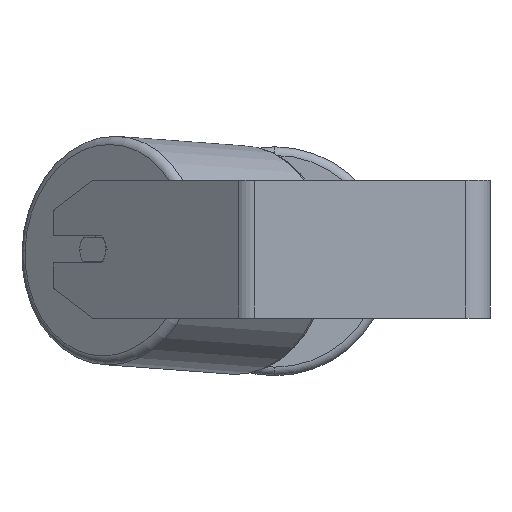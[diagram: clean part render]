
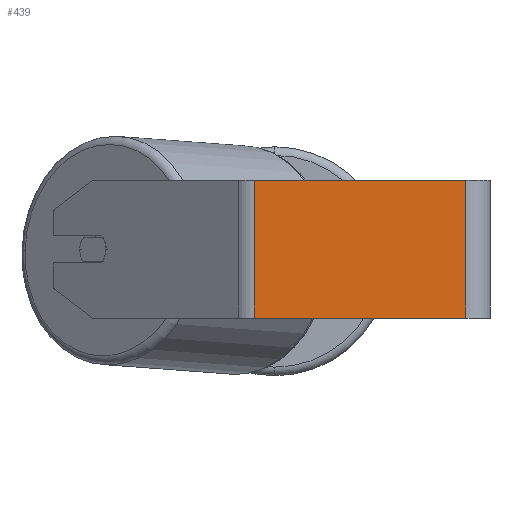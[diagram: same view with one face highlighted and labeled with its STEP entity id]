
A CAD part, left-side view. The second image highlights one B-rep face of the part: STEP entity #439.
In plain terms, the highlighted planar face has unit normal (-1, 0, 0).
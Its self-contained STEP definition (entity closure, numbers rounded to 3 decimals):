
#325 = VERTEX_POINT ( 'NONE', #4539 ) ;
#439 = ADVANCED_FACE ( 'NONE', ( #6723 ), #3442, .F. ) ;
#579 = DIRECTION ( 'NONE',  ( 0., -1., 0. ) ) ;
#935 = CARTESIAN_POINT ( 'NONE',  ( -290., 141.97, -40. ) ) ;
#1399 = CARTESIAN_POINT ( 'NONE',  ( -290., 136.874, 40. ) ) ;
#1681 = CARTESIAN_POINT ( 'NONE',  ( -290., 14., -40. ) ) ;
#1733 = EDGE_CURVE ( 'NONE', #5986, #8176, #2892, .T. ) ;
#1836 = ORIENTED_EDGE ( 'NONE', *, *, #1733, .T. ) ;
#1838 = CARTESIAN_POINT ( 'NONE',  ( -290., 136.874, 40. ) ) ;
#2349 = EDGE_CURVE ( 'NONE', #6115, #5986, #4427, .T. ) ;
#2454 = CARTESIAN_POINT ( 'NONE',  ( -290., 141.97, 40. ) ) ;
#2486 = ORIENTED_EDGE ( 'NONE', *, *, #5208, .F. ) ;
#2892 = LINE ( 'NONE', #935, #2936 ) ;
#2936 = VECTOR ( 'NONE', #6087, 1000. ) ;
#3117 = EDGE_CURVE ( 'NONE', #6115, #325, #5608, .T. ) ;
#3442 = PLANE ( 'NONE',  #6736 ) ;
#3677 = ORIENTED_EDGE ( 'NONE', *, *, #3117, .F. ) ;
#4005 = DIRECTION ( 'NONE',  ( 0., 0., -1. ) ) ;
#4427 = LINE ( 'NONE', #1838, #5512 ) ;
#4539 = CARTESIAN_POINT ( 'NONE',  ( -290., 14., 40. ) ) ;
#5208 = EDGE_CURVE ( 'NONE', #325, #8176, #7087, .T. ) ;
#5512 = VECTOR ( 'NONE', #6479, 1000. ) ;
#5608 = LINE ( 'NONE', #2454, #7294 ) ;
#5655 = ORIENTED_EDGE ( 'NONE', *, *, #2349, .T. ) ;
#5797 = CARTESIAN_POINT ( 'NONE',  ( -290., 14., 40. ) ) ;
#5986 = VERTEX_POINT ( 'NONE', #7070 ) ;
#6087 = DIRECTION ( 'NONE',  ( 0., -1., 0. ) ) ;
#6115 = VERTEX_POINT ( 'NONE', #1399 ) ;
#6169 = DIRECTION ( 'NONE',  ( 0., 0., -1. ) ) ;
#6479 = DIRECTION ( 'NONE',  ( 0., 0., -1. ) ) ;
#6723 = FACE_OUTER_BOUND ( 'NONE', #7905, .T. ) ;
#6736 = AXIS2_PLACEMENT_3D ( 'NONE', #8087, #6770, #6169 ) ;
#6770 = DIRECTION ( 'NONE',  ( 1., 0., 0. ) ) ;
#7070 = CARTESIAN_POINT ( 'NONE',  ( -290., 136.874, -40. ) ) ;
#7087 = LINE ( 'NONE', #5797, #7459 ) ;
#7294 = VECTOR ( 'NONE', #579, 1000. ) ;
#7459 = VECTOR ( 'NONE', #4005, 1000. ) ;
#7905 = EDGE_LOOP ( 'NONE', ( #1836, #2486, #3677, #5655 ) ) ;
#8087 = CARTESIAN_POINT ( 'NONE',  ( -290., 141.97, 40. ) ) ;
#8176 = VERTEX_POINT ( 'NONE', #1681 ) ;
